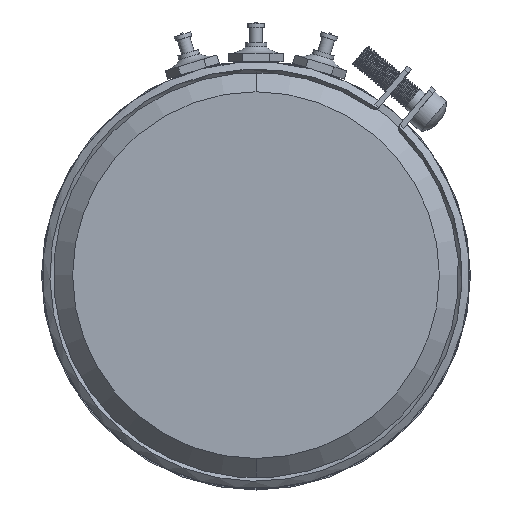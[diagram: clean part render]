
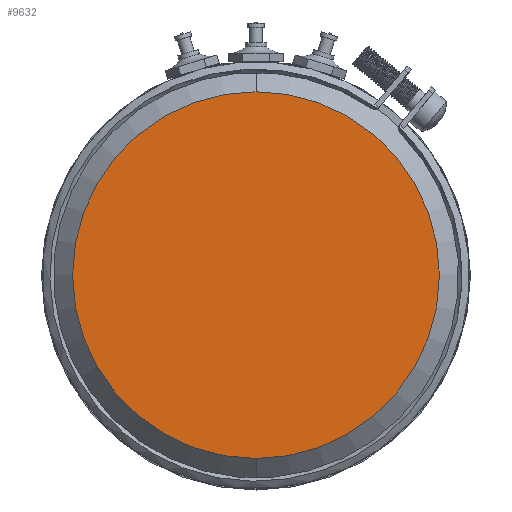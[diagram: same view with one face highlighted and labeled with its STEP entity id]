
A CAD part, top view. The second image highlights one B-rep face of the part: STEP entity #9632.
In plain terms, the highlighted planar face has unit normal (0, 0, 1).
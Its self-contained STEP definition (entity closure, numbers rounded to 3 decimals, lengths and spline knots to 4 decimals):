
#1753=CARTESIAN_POINT('',(0.,0.,0.17));
#1754=DIRECTION('',(0.,0.,1.));
#1755=DIRECTION('',(0.,1.,0.));
#1756=AXIS2_PLACEMENT_3D('',#1753,#1754,#1755);
#1758=CARTESIAN_POINT('',(0.,0.,0.17));
#1759=DIRECTION('',(0.,0.,-1.));
#1760=DIRECTION('',(0.,1.,0.));
#1761=AXIS2_PLACEMENT_3D('',#1758,#1759,#1760);
#7931=CARTESIAN_POINT('',(0.,0.855,0.17));
#7933=VERTEX_POINT('',#7931);
#7935=CARTESIAN_POINT('',(0.,-0.855,0.17));
#7937=VERTEX_POINT('',#7935);
#9623=CARTESIAN_POINT('',(0.,0.,0.17));
#9624=DIRECTION('',(0.,0.,-1.));
#9625=DIRECTION('',(0.,-1.,0.));
#9626=AXIS2_PLACEMENT_3D('',#9623,#9624,#9625);
#9627=PLANE('',#9626);
#9628=ORIENTED_EDGE('',*,*,#9616,.F.);
#9629=ORIENTED_EDGE('',*,*,#9605,.T.);
#9630=EDGE_LOOP('',(#9628,#9629));
#9631=FACE_OUTER_BOUND('',#9630,.F.);
#9632=ADVANCED_FACE('',(#9631),#9627,.F.);
#1757=CIRCLE('',#1756,0.855);
#1762=CIRCLE('',#1761,0.855);
#9605=EDGE_CURVE('',#7933,#7937,#1762,.T.);
#9616=EDGE_CURVE('',#7933,#7937,#1757,.T.);
